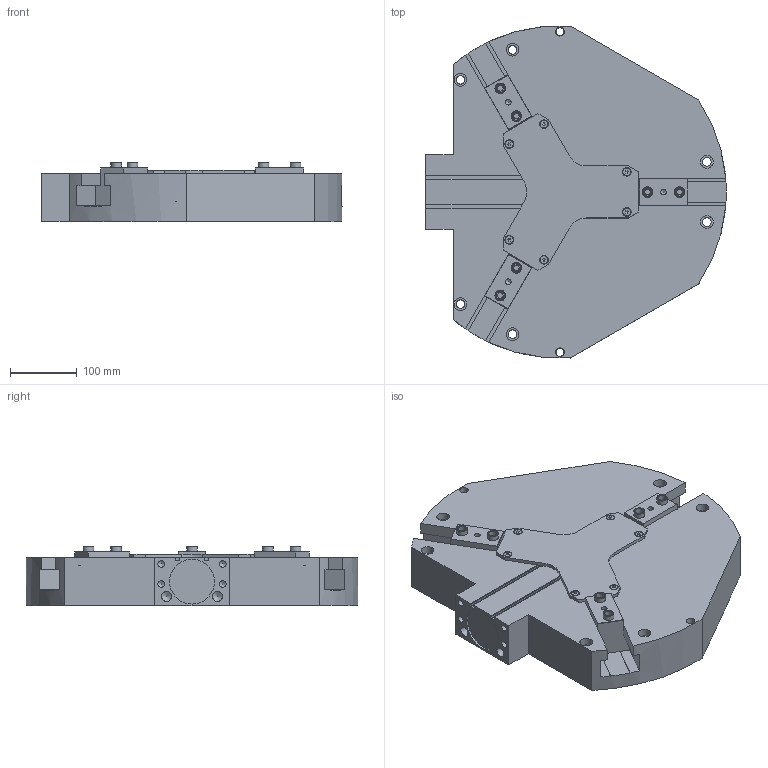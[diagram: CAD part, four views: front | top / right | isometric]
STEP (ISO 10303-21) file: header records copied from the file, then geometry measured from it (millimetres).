
FILE_DESCRIPTION(/* description */ (''),/* implementation_level */ '2;1');
FILE_NAME(/* name */ 'MCL 63 C1-PN.stp',/* time_stamp */ '2018-01-17T09:29:26+01:00',/* author */ ('Tecnico'),/* organization */ (''),/* preprocessor_version */ 'ST-DEVELOPER v16.13',/* originating_system */ 'Autodesk Inventor 2018',/* authorisation */ '');
FILE_SCHEMA (('AUTOMOTIVE_DESIGN { 1 0 10303 214 3 1 1 }'));
Length unit declared in the file: millimetre
Products named in the file (6): MCL 63 C1; MCL 63 CORPO; MCL 63 GRIFFA; MCL 63 COPERCHIO; UNI 5933 - M6 x 12; BOCCOLE CENTRAGGIO
Assembly tree (17 placements, depth 2):
  MCL 63 C1
    MCL 63 CORPO
    MCL 63 GRIFFA  x3
    MCL 63 COPERCHIO
    UNI 5933 - M6 x 12  x6
    BOCCOLE CENTRAGGIO  x6
Bounding box: 449.95 x 497.03 x 89 mm (x, y, z)
Volume: 11634034.5 mm3; surface area: 778828.7 mm2
Topology: 17 solids, 17 shells, 368 faces, 892 edges, 577 vertices
Faces by surface type: plane 218, cylinder 85, cone 65
Full cylindrical faces by diameter (mm): 4.917 x6, 6 x6, 6.5 x6, 8.376 x9, 10.106 x4, 11.57 x6, 12 x8, 13 x8, 14.95 x2, 16 x12, 19 x6, 67 x1
Entity records: 5859 total; most frequent: DIRECTION 1010, CARTESIAN_POINT 962, ORIENTED_EDGE 834, EDGE_CURVE 417, AXIS2_PLACEMENT_3D 377, EDGE_LOOP 312, VERTEX_POINT 311, LINE 256
